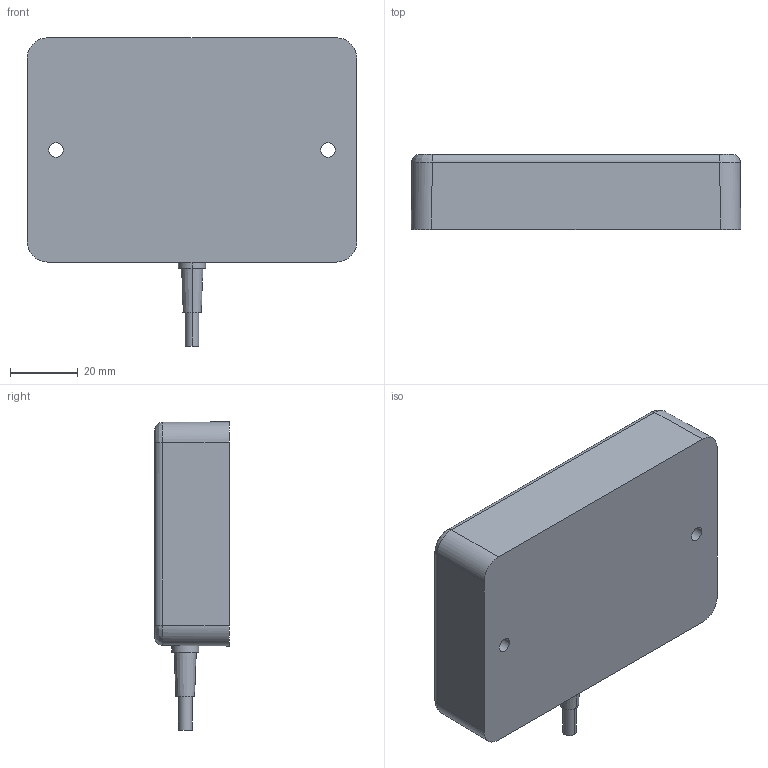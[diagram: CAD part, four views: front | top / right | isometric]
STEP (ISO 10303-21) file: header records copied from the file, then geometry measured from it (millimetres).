
FILE_DESCRIPTION((''),'2;1');
FILE_NAME('DM_CAD-2056A','2014-12-11T',('Creinig-se'),(''),'PRO/ENGINEER BY PARAMETRIC TECHNOLOGY CORPORATION, 2013050','PRO/ENGINEER BY PARAMETRIC TECHNOLOGY CORPORATION, 2013050','');
FILE_SCHEMA(('CONFIG_CONTROL_DESIGN'));
Length unit declared in the file: millimetre
Products named in the file (1): DM_CAD-2056A
Bounding box: 97 x 22 x 90.77 mm (x, y, z)
Volume: 139022.8 mm3; surface area: 20227.9 mm2
Topology: 1 solids, 1 shells, 36 faces, 80 edges, 48 vertices
Faces by surface type: cylinder 16, plane 8, cone 8, bspline 4
Entity records: 1595 total; most frequent: CARTESIAN_POINT 452, DIRECTION 160, ORIENTED_EDGE 160, PRESENTATION_STYLE_ASSIGNMENT 84, STYLED_ITEM 81, CURVE_STYLE 80, EDGE_CURVE 80, AXIS2_PLACEMENT_3D 62
